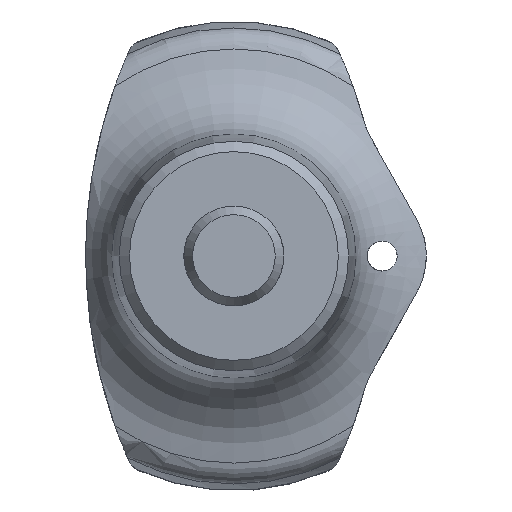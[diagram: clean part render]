
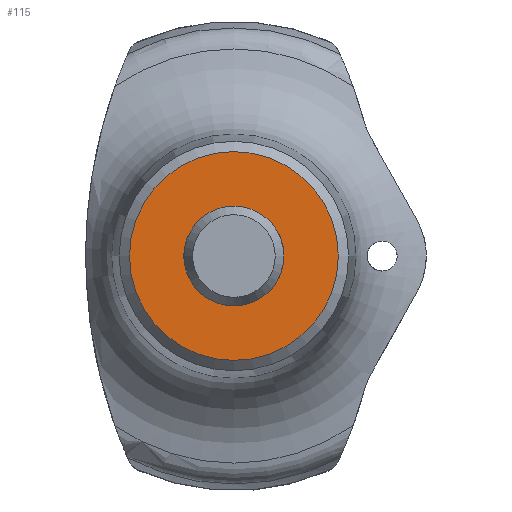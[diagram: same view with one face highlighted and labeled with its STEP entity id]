
A CAD part, front view. The second image highlights one B-rep face of the part: STEP entity #115.
In plain terms, the highlighted planar face has unit normal (0, -1, 0).
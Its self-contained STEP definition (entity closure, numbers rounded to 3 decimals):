
#115 = ADVANCED_FACE( '', ( #248, #249 ), #250, .T. );
#248 = FACE_OUTER_BOUND( '', #422, .T. );
#249 = FACE_BOUND( '', #423, .T. );
#250 = PLANE( '', #424 );
#422 = EDGE_LOOP( '', ( #687 ) );
#423 = EDGE_LOOP( '', ( #688 ) );
#424 = AXIS2_PLACEMENT_3D( '', #689, #690, #691 );
#687 = ORIENTED_EDGE( '', *, *, #797, .T. );
#688 = ORIENTED_EDGE( '', *, *, #868, .F. );
#689 = CARTESIAN_POINT( '', ( 5., 0., 0. ) );
#690 = DIRECTION( '', ( 0., -1., 0. ) );
#691 = DIRECTION( '', ( 1., 0., 0. ) );
#797 = EDGE_CURVE( '', #939, #939, #940, .T. );
#868 = EDGE_CURVE( '', #1040, #1040, #1041, .T. );
#939 = VERTEX_POINT( '', #1319 );
#940 = CIRCLE( '', #1320, 10.45 );
#1040 = VERTEX_POINT( '', #1685 );
#1041 = CIRCLE( '', #1686, 5. );
#1319 = CARTESIAN_POINT( '', ( 10.45, 0., 0. ) );
#1320 = AXIS2_PLACEMENT_3D( '', #1795, #1796, #1797 );
#1685 = CARTESIAN_POINT( '', ( 5., 0., 0. ) );
#1686 = AXIS2_PLACEMENT_3D( '', #1842, #1843, #1844 );
#1795 = CARTESIAN_POINT( '', ( 0., 0., 0. ) );
#1796 = DIRECTION( '', ( 0., -1., 0. ) );
#1797 = DIRECTION( '', ( 1., 0., 0. ) );
#1842 = CARTESIAN_POINT( '', ( 0., 0., 0. ) );
#1843 = DIRECTION( '', ( 0., -1., 0. ) );
#1844 = DIRECTION( '', ( 1., 0., 0. ) );
